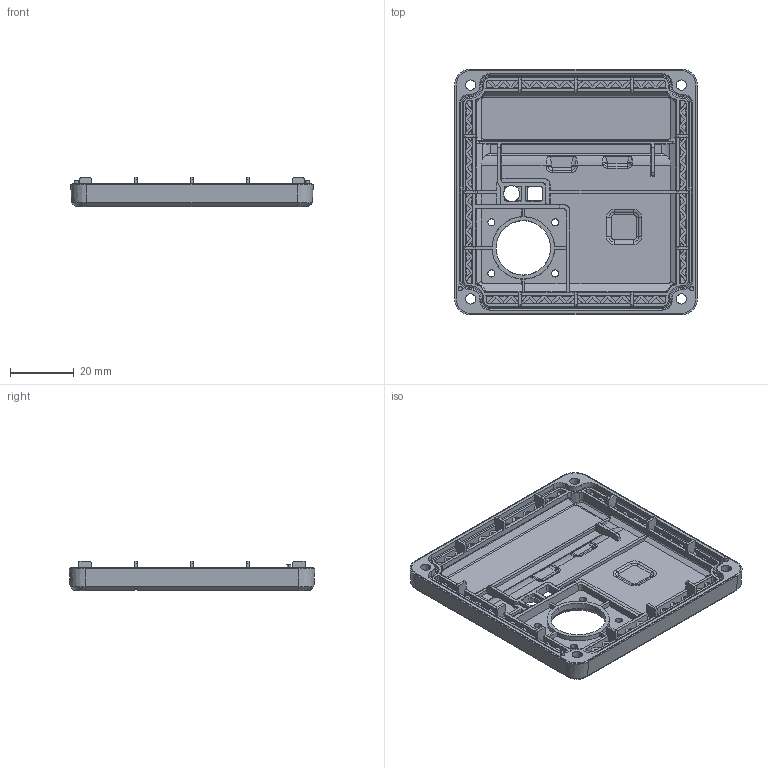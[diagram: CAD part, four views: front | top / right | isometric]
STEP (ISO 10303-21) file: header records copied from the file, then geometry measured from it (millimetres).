
FILE_DESCRIPTION((''),'2;1');
FILE_NAME('X3_TOP_COVER','2025-11-06T13:21:27',('user'),(''),'CREO PARAMETRIC BY PTC INC, 2020154','CREO PARAMETRIC BY PTC INC, 2020154','');
FILE_SCHEMA(('CONFIG_CONTROL_DESIGN'));
Length unit declared in the file: millimetre
Products named in the file (1): X3_TOP_COVER
Bounding box: 75.98 x 76.98 x 9.1 mm (x, y, z)
Volume: 16811.5 mm3; surface area: 19199.4 mm2
Topology: 1 solids, 10 shells, 880 faces, 2612 edges, 1756 vertices
Faces by surface type: plane 534, cone 125, cylinder 103, bspline 60, torus 54, sphere 4
Entity records: 33698 total; most frequent: CARTESIAN_POINT 10404, ORIENTED_EDGE 5040, DIRECTION 4519, EDGE_CURVE 2612, VECTOR 1817, LINE 1817, VERTEX_POINT 1756, AXIS2_PLACEMENT_3D 1351
